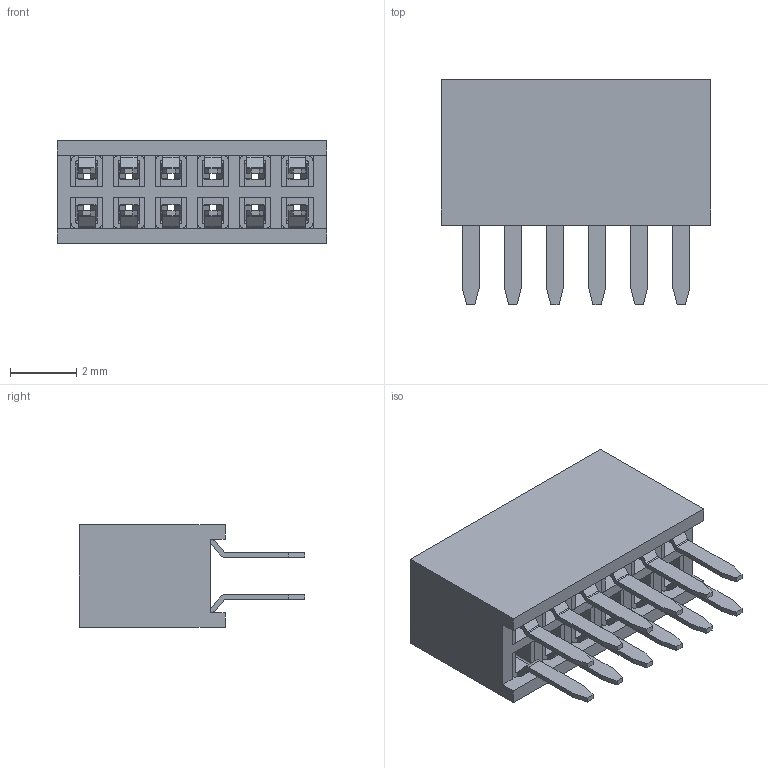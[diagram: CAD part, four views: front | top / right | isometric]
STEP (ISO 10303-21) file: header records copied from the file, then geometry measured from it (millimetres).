
FILE_DESCRIPTION((''),'2;1');
FILE_NAME('M50-300_ASM','2011-08-03T',('wbourne'),(''),'PRO/ENGINEER BY PARAMETRIC TECHNOLOGY CORPORATION, 2010280','PRO/ENGINEER BY PARAMETRIC TECHNOLOGY CORPORATION, 2010280','');
FILE_SCHEMA(('CONFIG_CONTROL_DESIGN','SHAPE_APPEARANCE_LAYERS_GROUPS'));
Length unit declared in the file: millimetre
Products named in the file (3): M50-300-MOULD; M50-300-CONTACT; M50-300_ASM
Assembly tree (13 placements, depth 2):
  M50-300_ASM
    M50-300-MOULD
    M50-300-CONTACT  x12
Bounding box: 8.12 x 6.8 x 3.1 mm (x, y, z)
Volume: 75.8 mm3; surface area: 542.5 mm2
Topology: 13 solids, 13 shells, 898 faces, 2472 edges, 1600 vertices
Faces by surface type: plane 634, cylinder 264
Entity records: 8566 total; most frequent: CARTESIAN_POINT 1180, ORIENTED_EDGE 1160, DIRECTION 1088, PRESENTATION_STYLE_ASSIGNMENT 582, STYLED_ITEM 582, CURVE_STYLE 580, EDGE_CURVE 580, VECTOR 536
